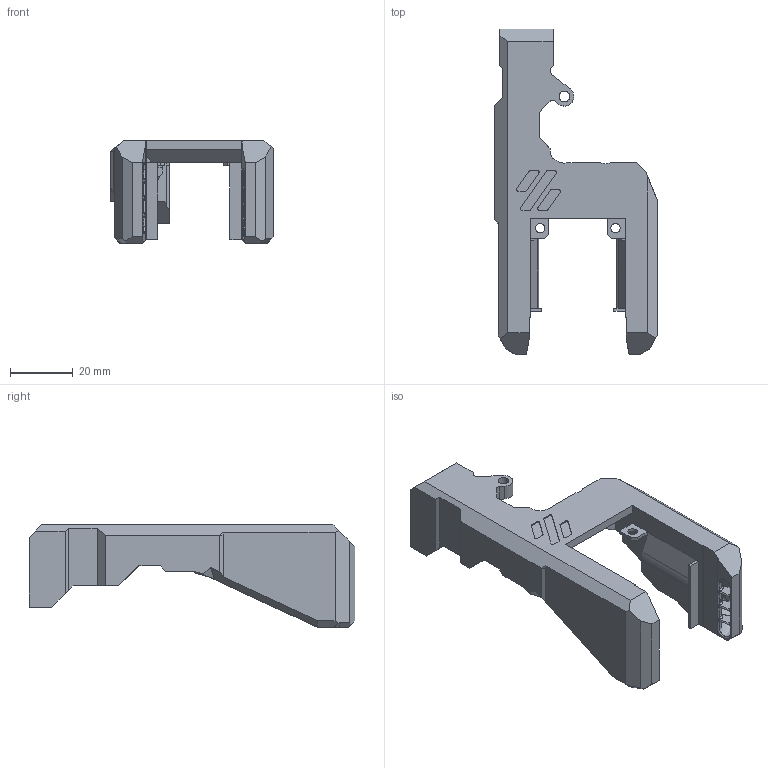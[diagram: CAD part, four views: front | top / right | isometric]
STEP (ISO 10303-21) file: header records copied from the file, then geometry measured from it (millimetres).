
FILE_DESCRIPTION(/* description */ (''),/* implementation_level */ '2;1');
FILE_NAME(/* name */ 'Lollipop v0 5015 Toohead - Duct r2.step',/* time_stamp */ '2022-11-14T14:33:30-07:00',/* author */ (''),/* organization */ (''),/* preprocessor_version */ 'ST-DEVELOPER v19.2',/* originating_system */ 'Autodesk Translation Framework v11.17.0.187',/* authorisation */ '');
FILE_SCHEMA (('AUTOMOTIVE_DESIGN { 1 0 10303 214 3 1 1 }'));
Length unit declared in the file: millimetre
Products named in the file (3): Cyclops Integrated; Cowling_Skeeter v2; Sherpa Extruder Front Plate v1
Assembly tree (2 placements, depth 2):
  Cyclops Integrated
    Cowling_Skeeter v2
    Sherpa Extruder Front Plate v1
Bounding box: 51.9 x 103.83 x 32.64 mm (x, y, z)
Volume: 15749.6 mm3; surface area: 25914.2 mm2
Topology: 1 solids, 2 shells, 511 faces, 1477 edges, 917 vertices
Faces by surface type: plane 297, bspline 145, cylinder 54, torus 8, cone 7
Full cylindrical faces by diameter (mm): 3 x2, 3.4 x1
Entity records: 33428 total; most frequent: CARTESIAN_POINT 21164, ORIENTED_EDGE 2870, DIRECTION 2109, EDGE_CURVE 1435, VERTEX_POINT 916, LINE 865, VECTOR 865, AXIS2_PLACEMENT_3D 622
